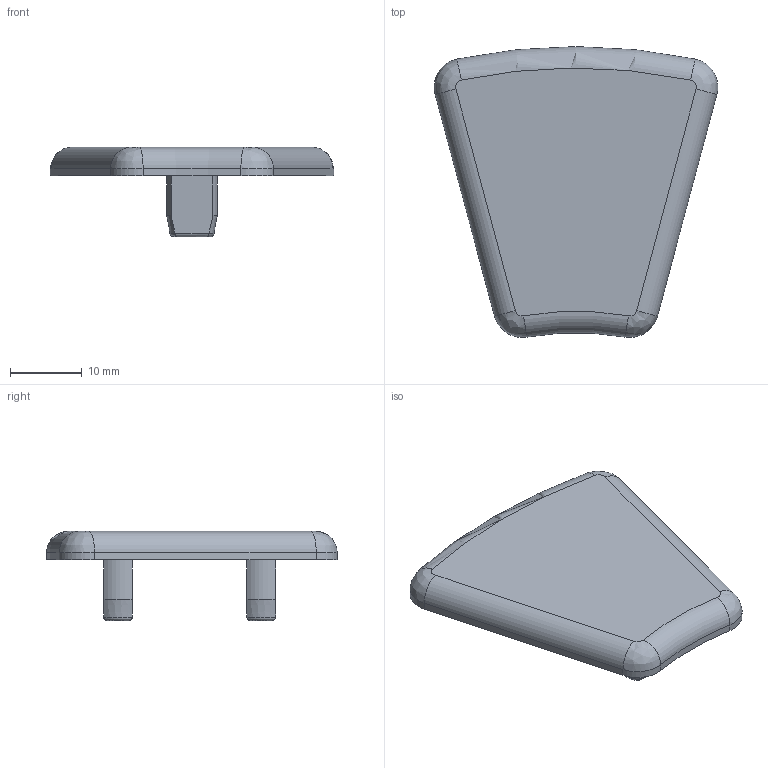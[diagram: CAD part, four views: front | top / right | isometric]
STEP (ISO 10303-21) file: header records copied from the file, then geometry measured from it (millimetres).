
FILE_DESCRIPTION(/* description */ ('Abdeckkappe R40xR80 30°'),/* implementation_level */ '2;1');
FILE_NAME(/* name */ '281005019 Abdeckkappe R40xR80 - 30.stp',/* time_stamp */ '2020-11-02T15:24:03+01:00',/* author */ ('wheldmann'),/* organization */ (''),/* preprocessor_version */ 'ST-DEVELOPER v17.2',/* originating_system */ 'Autodesk Inventor 2019',/* authorisation */ '');
FILE_SCHEMA (('AUTOMOTIVE_DESIGN { 1 0 10303 214 3 1 1 }'));
Length unit declared in the file: millimetre
Products named in the file (1): 281005019
Bounding box: 39.63 x 40.65 x 12.5 mm (x, y, z)
Volume: 4360.3 mm3; surface area: 3335.5 mm2
Topology: 1 solids, 1 shells, 53 faces, 130 edges, 82 vertices
Faces by surface type: cylinder 22, plane 13, torus 10, bspline 4, cone 4
Entity records: 2093 total; most frequent: CARTESIAN_POINT 845, ORIENTED_EDGE 260, DIRECTION 248, EDGE_CURVE 130, AXIS2_PLACEMENT_3D 101, VERTEX_POINT 82, EDGE_LOOP 56, FACE_OUTER_BOUND 53
